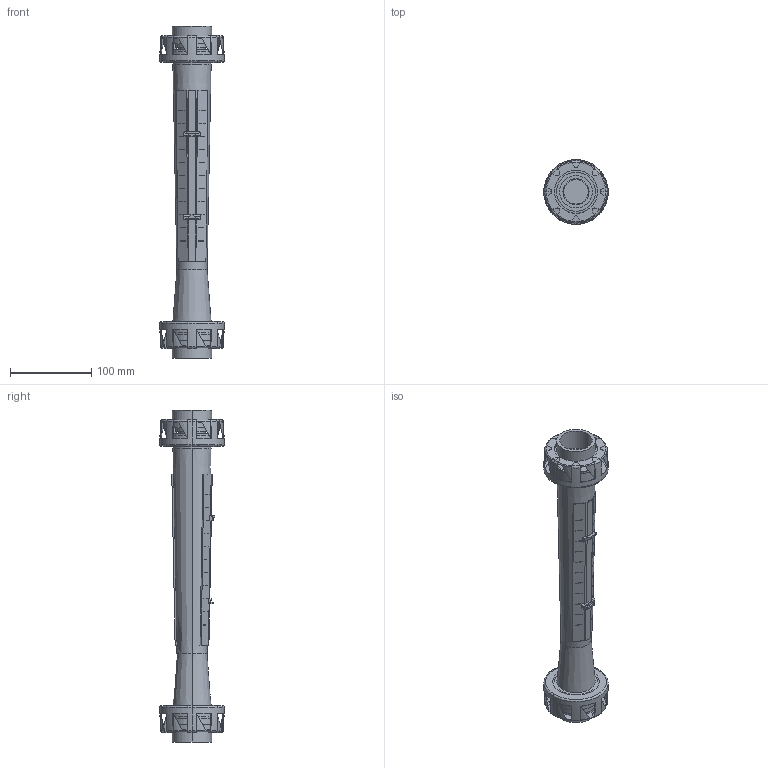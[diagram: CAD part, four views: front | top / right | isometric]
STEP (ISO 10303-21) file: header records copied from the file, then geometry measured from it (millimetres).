
FILE_DESCRIPTION(('STEP AP214'),'1');
FILE_NAME('cctmp_CA53DC88-04D3-49E7-BBE9-E52E54DCFD8F_2021_11_30_13_49_25_448..stp','2021-11-30T12:49:25',('ASV Stübbe GmbH & Co. KG'),('CADClick - www.CADClick.com'),'Spatial InterOp 3D',' ','unknown authorization');
FILE_SCHEMA(('AUTOMOTIVE_DESIGN'));
Length unit declared in the file: millimetre
Products named in the file (5): DFM 350-DN32-PVC-U Muffe DIN
Assembly tree (4 placements, depth 2):
  (unnamed)
    DFM 350-DN32-PVC-U Muffe DIN
    DFM 350-DN32-PVC-U Muffe DIN
    DFM 350-DN32-PVC-U Muffe DIN
    DFM 350-DN32-PVC-U Muffe DIN
Bounding box: 79 x 78.94 x 408 mm (x, y, z)
Volume: 523611.3 mm3; surface area: 161158.2 mm2
Topology: 8 solids, 8 shells, 407 faces, 1124 edges, 708 vertices
Faces by surface type: plane 222, cylinder 97, torus 60, sphere 20, cone 8
Entity records: 17642 total; most frequent: CARTESIAN_POINT 4212, ORIENTED_EDGE 2120, DIRECTION 2050, EDGE_CURVE 1060, AXIS2_PLACEMENT_3D 766, VERTEX_POINT 708, LINE 518, VECTOR 518
